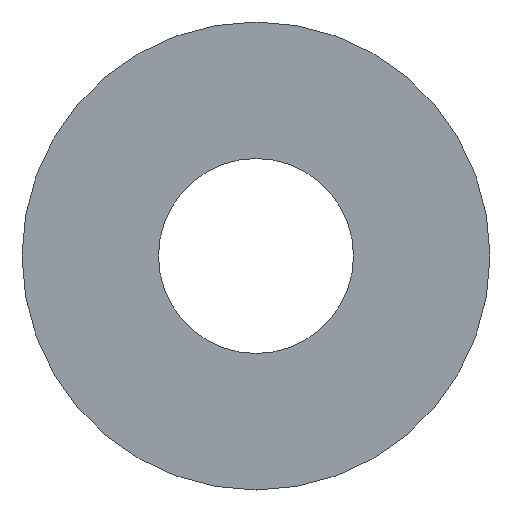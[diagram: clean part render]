
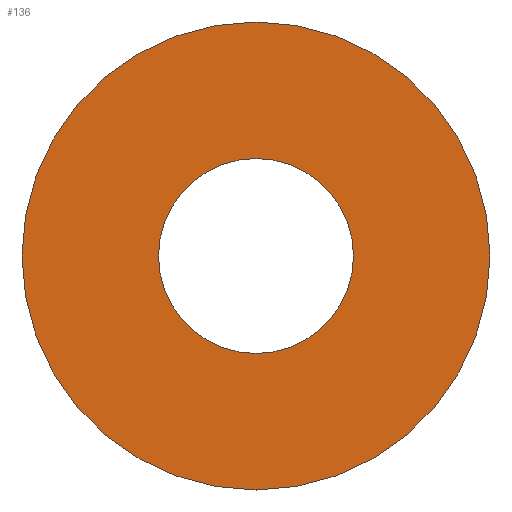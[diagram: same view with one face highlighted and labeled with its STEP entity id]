
A CAD part, left-side view. The second image highlights one B-rep face of the part: STEP entity #136.
In plain terms, the highlighted planar face has unit normal (-1, 0, 0).
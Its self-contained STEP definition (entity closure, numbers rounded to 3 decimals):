
#33=FACE_BOUND('',#55,.T.);
#41=FACE_OUTER_BOUND('',#54,.T.);
#54=EDGE_LOOP('',(#113));
#55=EDGE_LOOP('',(#114));
#66=CIRCLE('',#154,1.25);
#67=CIRCLE('',#156,3.);
#76=VERTEX_POINT('',#230);
#77=VERTEX_POINT('',#234);
#89=EDGE_CURVE('',#76,#76,#66,.T.);
#90=EDGE_CURVE('',#77,#77,#67,.T.);
#113=ORIENTED_EDGE('',*,*,#90,.F.);
#114=ORIENTED_EDGE('',*,*,#89,.T.);
#128=PLANE('',#155);
#136=ADVANCED_FACE('',(#41,#33),#128,.T.);
#154=AXIS2_PLACEMENT_3D('',#232,#191,#192);
#155=AXIS2_PLACEMENT_3D('',#233,#193,#194);
#156=AXIS2_PLACEMENT_3D('',#235,#195,#196);
#191=DIRECTION('center_axis',(1.,0.,0.));
#192=DIRECTION('ref_axis',(0.,0.,-1.));
#193=DIRECTION('center_axis',(-1.,0.,0.));
#194=DIRECTION('ref_axis',(0.,0.,1.));
#195=DIRECTION('center_axis',(1.,0.,0.));
#196=DIRECTION('ref_axis',(0.,0.,-1.));
#230=CARTESIAN_POINT('',(-6.81,-1.25,0.));
#232=CARTESIAN_POINT('Origin',(-6.81,0.,0.));
#233=CARTESIAN_POINT('Origin',(-6.81,3.,0.));
#234=CARTESIAN_POINT('',(-6.81,-3.,0.));
#235=CARTESIAN_POINT('Origin',(-6.81,0.,0.));
